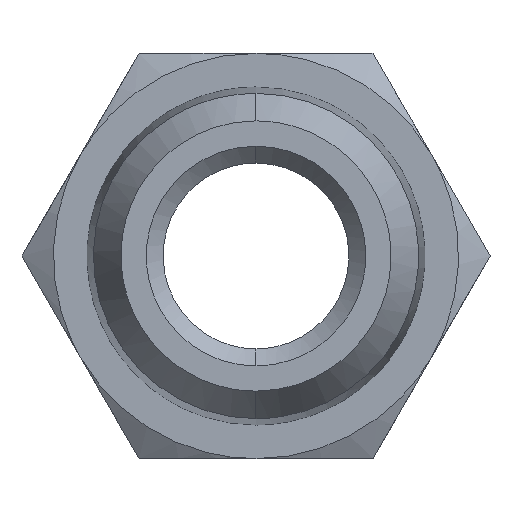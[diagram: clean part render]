
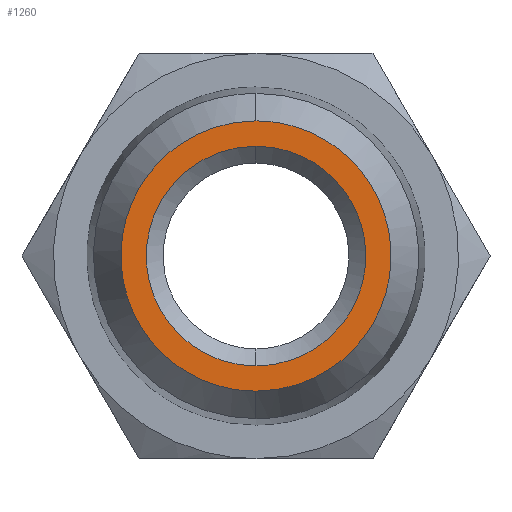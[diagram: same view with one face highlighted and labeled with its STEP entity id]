
A CAD part, front view. The second image highlights one B-rep face of the part: STEP entity #1260.
In plain terms, the highlighted free-form (B-spline) face has degree [1, 1] with [2, 2] control points.
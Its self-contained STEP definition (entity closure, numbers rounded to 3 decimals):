
#10 = CARTESIAN_POINT ( 'NONE',  ( 0., 0., 3.25 ) ) ;
#88 = B_SPLINE_CURVE_WITH_KNOTS ( 'NONE', 3,
 ( #1300, #121, #1145, #1841, #1156, #1676, #1335, #315, #133, #473, #2003, #2187, #819, #983, #1500, #2195, #652, #810 ),
 .UNSPECIFIED., .F., .F.,
 ( 4, 2, 2, 2, 2, 2, 2, 2, 4 ),
 ( 0., 0.393, 0.785, 1.178, 1.571, 1.963, 2.356, 2.749, 3.142 ),
 .UNSPECIFIED. ) ;
#106 = CARTESIAN_POINT ( 'NONE',  ( -3.897, 0., -1.045 ) ) ;
#116 = CARTESIAN_POINT ( 'NONE',  ( -3.494, 0., 2.016 ) ) ;
#121 = CARTESIAN_POINT ( 'NONE',  ( 0.525, 0., -4. ) ) ;
#126 = CARTESIAN_POINT ( 'NONE',  ( 2.839, 0., -1.638 ) ) ;
#127 = CARTESIAN_POINT ( 'NONE',  ( -2.016, 0., -3.494 ) ) ;
#133 = CARTESIAN_POINT ( 'NONE',  ( 4., 0., -0.525 ) ) ;
#235 = FACE_OUTER_BOUND ( 'NONE', #1995, .T. ) ;
#256 = ORIENTED_EDGE ( 'NONE', *, *, #2230, .T. ) ;
#263 = CARTESIAN_POINT ( 'NONE',  ( 0., 0., 3.25 ) ) ;
#279 = CARTESIAN_POINT ( 'NONE',  ( 4.048, 0., 4.048 ) ) ;
#288 = CARTESIAN_POINT ( 'NONE',  ( 4.048, 0., -4.048 ) ) ;
#315 = CARTESIAN_POINT ( 'NONE',  ( 3.897, 0., -1.045 ) ) ;
#338 =( BOUNDED_CURVE ( )  B_SPLINE_CURVE ( 3, ( #756, #916, #800, #1888 ),
 .UNSPECIFIED., .F., .F. ) 
 B_SPLINE_CURVE_WITH_KNOTS ( ( 4, 4 ),
 ( -3.142, 0. ),
 .UNSPECIFIED. ) 
 CURVE ( )  GEOMETRIC_REPRESENTATION_ITEM ( )  RATIONAL_B_SPLINE_CURVE ( ( 1., 0.333, 0.333, 1. ) ) 
 REPRESENTATION_ITEM ( '' )  );
#380 = ORIENTED_EDGE ( 'NONE', *, *, #1469, .T. ) ;
#414 = CARTESIAN_POINT ( 'NONE',  ( 2.6, 0., 1.996 ) ) ;
#434 = CARTESIAN_POINT ( 'NONE',  ( 0., 0., 4. ) ) ;
#446 = CARTESIAN_POINT ( 'NONE',  ( 0.427, 0., 3.25 ) ) ;
#460 = CARTESIAN_POINT ( 'NONE',  ( -4.048, 0., 4.048 ) ) ;
#473 = CARTESIAN_POINT ( 'NONE',  ( 4., 0., 0.525 ) ) ;
#494 = VERTEX_POINT ( 'NONE', #576 ) ;
#576 = CARTESIAN_POINT ( 'NONE',  ( 0., 0., 4. ) ) ;
#582 = CARTESIAN_POINT ( 'NONE',  ( 2.839, 0., 1.638 ) ) ;
#645 = CARTESIAN_POINT ( 'NONE',  ( 0.427, 0., -3.25 ) ) ;
#646 = CARTESIAN_POINT ( 'NONE',  ( -1.045, 0., -3.897 ) ) ;
#652 = CARTESIAN_POINT ( 'NONE',  ( 0.525, 0., 4. ) ) ;
#661 = B_SPLINE_SURFACE_WITH_KNOTS ( 'NONE', 1, 1, ( 
 ( #460, #279 ),
 ( #1467, #288 ) ),
 .UNSPECIFIED., .F., .F., .F.,
 ( 2, 2 ),
 ( 2, 2 ),
 ( 0., 1. ),
 ( 0., 1. ),
 .UNSPECIFIED. ) ;
#756 = CARTESIAN_POINT ( 'NONE',  ( 0., 0., 3.25 ) ) ;
#760 = CARTESIAN_POINT ( 'NONE',  ( 3.25, 0., 0.427 ) ) ;
#769 = CARTESIAN_POINT ( 'NONE',  ( 3.166, 0., -0.849 ) ) ;
#800 = CARTESIAN_POINT ( 'NONE',  ( -6.5, 0., -3.25 ) ) ;
#810 = CARTESIAN_POINT ( 'NONE',  ( 0., 0., 4. ) ) ;
#819 = CARTESIAN_POINT ( 'NONE',  ( 3.2, 0., 2.457 ) ) ;
#841 = VERTEX_POINT ( 'NONE', #2014 ) ;
#907 = ORIENTED_EDGE ( 'NONE', *, *, #2057, .F. ) ;
#916 = CARTESIAN_POINT ( 'NONE',  ( -6.5, 0., 3.25 ) ) ;
#928 = CARTESIAN_POINT ( 'NONE',  ( 3.25, 0., -0.427 ) ) ;
#966 = CARTESIAN_POINT ( 'NONE',  ( -3.494, 0., -2.016 ) ) ;
#983 = CARTESIAN_POINT ( 'NONE',  ( 2.457, 0., 3.2 ) ) ;
#987 = CARTESIAN_POINT ( 'NONE',  ( -3.2, 0., 2.457 ) ) ;
#1035 = ORIENTED_EDGE ( 'NONE', *, *, #1236, .T. ) ;
#1081 = VERTEX_POINT ( 'NONE', #1633 ) ;
#1141 = CARTESIAN_POINT ( 'NONE',  ( -2.457, 0., -3.2 ) ) ;
#1145 = CARTESIAN_POINT ( 'NONE',  ( 1.045, 0., -3.897 ) ) ;
#1156 = CARTESIAN_POINT ( 'NONE',  ( 2.457, 0., -3.2 ) ) ;
#1166 = CARTESIAN_POINT ( 'NONE',  ( 2.6, 0., -1.996 ) ) ;
#1236 = EDGE_CURVE ( 'NONE', #494, #841, #2124, .T. ) ;
#1260 = ADVANCED_FACE ( 'NONE', ( #1594, #235 ), #661, .T. ) ;
#1288 = CARTESIAN_POINT ( 'NONE',  ( -2.016, 0., 3.494 ) ) ;
#1296 = CARTESIAN_POINT ( 'NONE',  ( 0., 0., -4. ) ) ;
#1300 = CARTESIAN_POINT ( 'NONE',  ( 0., 0., -4. ) ) ;
#1303 = CARTESIAN_POINT ( 'NONE',  ( -4., 0., 0.525 ) ) ;
#1315 = EDGE_LOOP ( 'NONE', ( #907, #256 ) ) ;
#1335 = CARTESIAN_POINT ( 'NONE',  ( 3.494, 0., -2.016 ) ) ;
#1405 = VERTEX_POINT ( 'NONE', #10 ) ;
#1467 = CARTESIAN_POINT ( 'NONE',  ( -4.048, 0., -4.048 ) ) ;
#1469 = EDGE_CURVE ( 'NONE', #841, #494, #88, .T. ) ;
#1489 = CARTESIAN_POINT ( 'NONE',  ( -3.2, 0., -2.457 ) ) ;
#1496 = CARTESIAN_POINT ( 'NONE',  ( 0.849, 0., -3.166 ) ) ;
#1500 = CARTESIAN_POINT ( 'NONE',  ( 2.016, 0., 3.494 ) ) ;
#1594 = FACE_BOUND ( 'NONE', #1315, .T. ) ;
#1633 = CARTESIAN_POINT ( 'NONE',  ( 0., 0., -3.25 ) ) ;
#1640 = CARTESIAN_POINT ( 'NONE',  ( -0.525, 0., 4. ) ) ;
#1649 = CARTESIAN_POINT ( 'NONE',  ( 1.996, 0., 2.6 ) ) ;
#1659 = CARTESIAN_POINT ( 'NONE',  ( -4., 0., -0.525 ) ) ;
#1672 = CARTESIAN_POINT ( 'NONE',  ( 1.638, 0., -2.839 ) ) ;
#1676 = CARTESIAN_POINT ( 'NONE',  ( 3.2, 0., -2.457 ) ) ;
#1774 = CARTESIAN_POINT ( 'NONE',  ( 3.166, 0., 0.849 ) ) ;
#1784 = CARTESIAN_POINT ( 'NONE',  ( 1.638, 0., 2.839 ) ) ;
#1797 = CARTESIAN_POINT ( 'NONE',  ( -3.897, 0., 1.045 ) ) ;
#1841 = CARTESIAN_POINT ( 'NONE',  ( 2.016, 0., -3.494 ) ) ;
#1856 = CARTESIAN_POINT ( 'NONE',  ( 1.996, 0., -2.6 ) ) ;
#1888 = CARTESIAN_POINT ( 'NONE',  ( 0., 0., -3.25 ) ) ;
#1987 = CARTESIAN_POINT ( 'NONE',  ( -2.457, 0., 3.2 ) ) ;
#1995 = EDGE_LOOP ( 'NONE', ( #1035, #380 ) ) ;
#2003 = CARTESIAN_POINT ( 'NONE',  ( 3.897, 0., 1.045 ) ) ;
#2014 = CARTESIAN_POINT ( 'NONE',  ( 0., 0., -4. ) ) ;
#2027 = CARTESIAN_POINT ( 'NONE',  ( 0., 0., -3.25 ) ) ;
#2057 = EDGE_CURVE ( 'NONE', #1405, #1081, #338, .T. ) ;
#2124 = B_SPLINE_CURVE_WITH_KNOTS ( 'NONE', 3,
 ( #434, #1640, #2181, #1288, #1987, #987, #116, #1797, #1303, #1659, #106, #966, #1489, #1141, #127, #646, #2170, #1296 ),
 .UNSPECIFIED., .F., .F.,
 ( 4, 2, 2, 2, 2, 2, 2, 2, 4 ),
 ( 0., 0.393, 0.785, 1.178, 1.571, 1.963, 2.356, 2.749, 3.142 ),
 .UNSPECIFIED. ) ;
#2141 = CARTESIAN_POINT ( 'NONE',  ( 0.849, 0., 3.166 ) ) ;
#2152 = B_SPLINE_CURVE_WITH_KNOTS ( 'NONE', 3,
 ( #263, #446, #2141, #1784, #1649, #414, #582, #1774, #760, #928, #769, #126, #1166, #1856, #1672, #1496, #645, #2027 ),
 .UNSPECIFIED., .F., .F.,
 ( 4, 2, 2, 2, 2, 2, 2, 2, 4 ),
 ( 0., 0.393, 0.785, 1.178, 1.571, 1.963, 2.356, 2.749, 3.142 ),
 .UNSPECIFIED. ) ;
#2170 = CARTESIAN_POINT ( 'NONE',  ( -0.525, 0., -4. ) ) ;
#2181 = CARTESIAN_POINT ( 'NONE',  ( -1.045, 0., 3.897 ) ) ;
#2187 = CARTESIAN_POINT ( 'NONE',  ( 3.494, 0., 2.016 ) ) ;
#2195 = CARTESIAN_POINT ( 'NONE',  ( 1.045, 0., 3.897 ) ) ;
#2230 = EDGE_CURVE ( 'NONE', #1405, #1081, #2152, .T. ) ;
